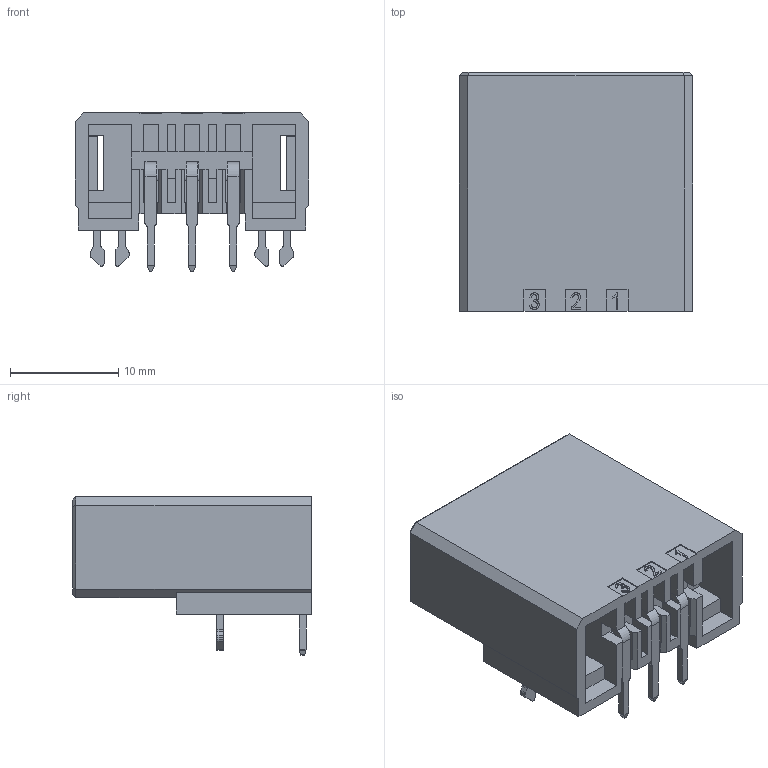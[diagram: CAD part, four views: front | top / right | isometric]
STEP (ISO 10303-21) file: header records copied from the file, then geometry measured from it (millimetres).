
FILE_DESCRIPTION( ('This file contains a STEP AP42 implementation' ,'as created by ZW3D STEP Interface translator.') ,'2;1' );
FILE_NAME( 'WF3810-1WR03XXXXX.stp' ,'2312 6.1131 9', (''), ('ZWCAD Software Co.'), 'Version 1.0', 'ZW3D to STEP translator', '' );
FILE_SCHEMA(('AUTOMOTIVE_DESIGN { 1 0 10303 214 1 1 1 1 }'));
Length unit declared in the file: millimetre
Products named in the file (2): 0; WF3810-1WR03XXXXX
Bounding box: 21.62 x 22.1 x 14.65 mm (x, y, z)
Volume: 2143 mm3; surface area: 3639 mm2
Topology: 1 solids, 1 shells, 479 faces, 1321 edges, 858 vertices
Faces by surface type: plane 389, cylinder 56, bspline 34
Entity records: 15841 total; most frequent: CARTESIAN_POINT 3109, ORIENTED_EDGE 2650, DIRECTION 2349, EDGE_CURVE 1321, VECTOR 1125, LINE 1125, VERTEX_POINT 858, AXIS2_PLACEMENT_3D 612
